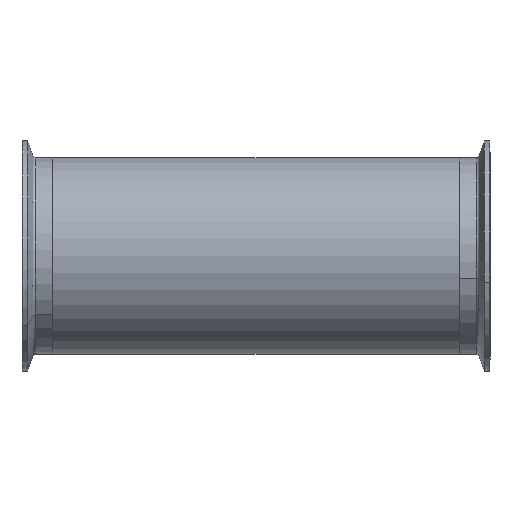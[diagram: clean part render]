
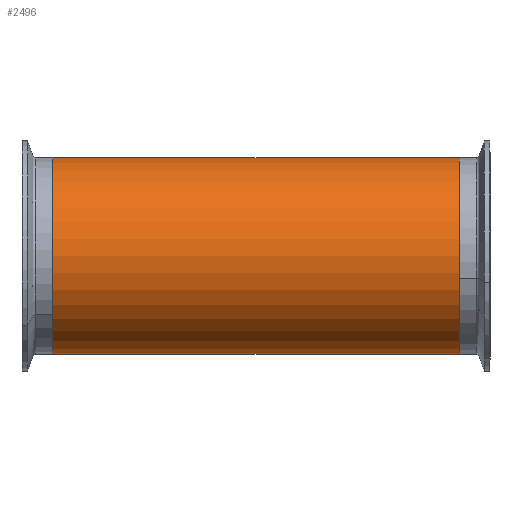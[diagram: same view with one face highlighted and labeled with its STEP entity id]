
A CAD part, front view. The second image highlights one B-rep face of the part: STEP entity #2496.
In plain terms, the highlighted cylindrical face has radius 50.8 mm (diameter 101.6 mm), a partial arc.
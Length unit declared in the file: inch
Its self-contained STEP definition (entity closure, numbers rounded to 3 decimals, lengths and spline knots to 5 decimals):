
#111 = EDGE_CURVE ( 'NONE', #226, #246, #2885, .T. ) ;
#190 = VECTOR ( 'NONE', #2894, 39.37008 ) ;
#226 = VERTEX_POINT ( 'NONE', #1348 ) ;
#227 = EDGE_CURVE ( 'NONE', #226, #2471, #2176, .T. ) ;
#246 = VERTEX_POINT ( 'NONE', #1137 ) ;
#284 = CARTESIAN_POINT ( 'NONE',  ( -4.12598, 0., 0. ) ) ;
#293 = CARTESIAN_POINT ( 'NONE',  ( 4.12598, 0., 0. ) ) ;
#542 = FACE_OUTER_BOUND ( 'NONE', #764, .T. ) ;
#764 = EDGE_LOOP ( 'NONE', ( #2424, #1535, #977, #2920 ) ) ;
#783 = EDGE_CURVE ( 'NONE', #246, #835, #2403, .T. ) ;
#824 = DIRECTION ( 'NONE',  ( -1., 0., 0. ) ) ;
#835 = VERTEX_POINT ( 'NONE', #2191 ) ;
#977 = ORIENTED_EDGE ( 'NONE', *, *, #111, .T. ) ;
#1096 = DIRECTION ( 'NONE',  ( 1., 0., 0. ) ) ;
#1101 = CYLINDRICAL_SURFACE ( 'NONE', #2001, 2. ) ;
#1110 = CARTESIAN_POINT ( 'NONE',  ( 4.12598, 0., 0. ) ) ;
#1137 = CARTESIAN_POINT ( 'NONE',  ( -4.12598, 0., 2. ) ) ;
#1296 = AXIS2_PLACEMENT_3D ( 'NONE', #1110, #1096, #2795 ) ;
#1330 = VECTOR ( 'NONE', #824, 39.37008 ) ;
#1348 = CARTESIAN_POINT ( 'NONE',  ( 4.12598, 0., 2. ) ) ;
#1464 = DIRECTION ( 'NONE',  ( 0., 0., -1. ) ) ;
#1535 = ORIENTED_EDGE ( 'NONE', *, *, #227, .F. ) ;
#1542 = AXIS2_PLACEMENT_3D ( 'NONE', #284, #1953, #1464 ) ;
#1597 = EDGE_CURVE ( 'NONE', #2471, #835, #2296, .T. ) ;
#1778 = CARTESIAN_POINT ( 'NONE',  ( 4.12598, 0., -2. ) ) ;
#1953 = DIRECTION ( 'NONE',  ( 1., 0., 0. ) ) ;
#1955 = DIRECTION ( 'NONE',  ( -1., 0., 0. ) ) ;
#2001 = AXIS2_PLACEMENT_3D ( 'NONE', #293, #1955, #2661 ) ;
#2176 = CIRCLE ( 'NONE', #1296, 2. ) ;
#2191 = CARTESIAN_POINT ( 'NONE',  ( -4.12598, 0., -2. ) ) ;
#2278 = CARTESIAN_POINT ( 'NONE',  ( 4.12598, 0., -2. ) ) ;
#2296 = LINE ( 'NONE', #1778, #1330 ) ;
#2403 = CIRCLE ( 'NONE', #1542, 2. ) ;
#2424 = ORIENTED_EDGE ( 'NONE', *, *, #1597, .F. ) ;
#2471 = VERTEX_POINT ( 'NONE', #2278 ) ;
#2496 = ADVANCED_FACE ( 'NONE', ( #542 ), #1101, .T. ) ;
#2651 = CARTESIAN_POINT ( 'NONE',  ( 4.12598, 0., 2. ) ) ;
#2661 = DIRECTION ( 'NONE',  ( 0., 0., 1. ) ) ;
#2795 = DIRECTION ( 'NONE',  ( 0., 0., -1. ) ) ;
#2885 = LINE ( 'NONE', #2651, #190 ) ;
#2894 = DIRECTION ( 'NONE',  ( -1., 0., 0. ) ) ;
#2920 = ORIENTED_EDGE ( 'NONE', *, *, #783, .T. ) ;
